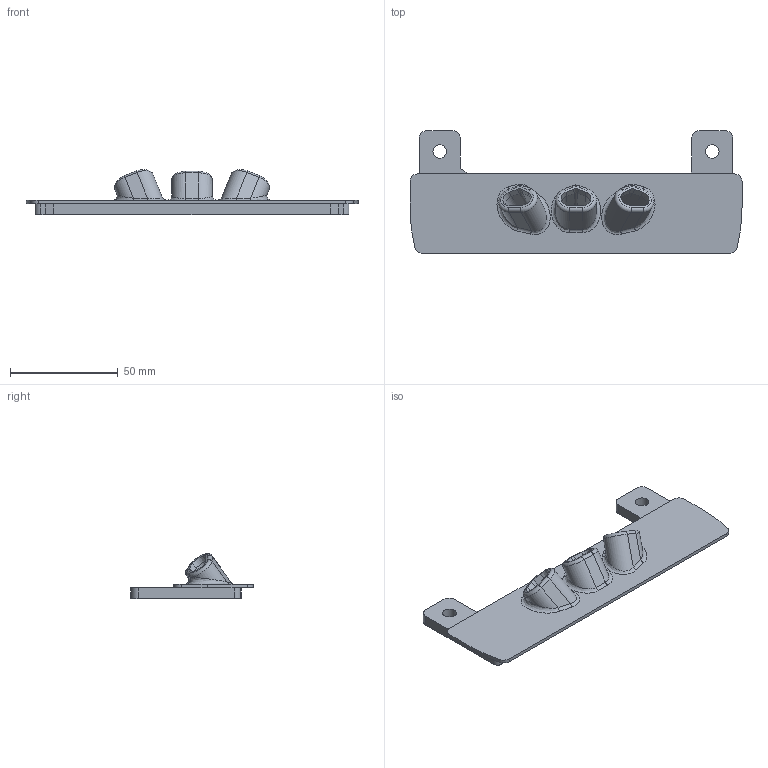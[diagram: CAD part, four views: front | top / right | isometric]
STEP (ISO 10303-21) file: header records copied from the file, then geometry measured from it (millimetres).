
FILE_DESCRIPTION(('Open CASCADE Model'),'2;1');
FILE_NAME('Open CASCADE Shape Model','2024-07-18T15:46:11',('Author'),( 'Open CASCADE'),'Open CASCADE STEP processor 7.7','Open CASCADE 7.7' ,'Unknown');
FILE_SCHEMA(('AUTOMOTIVE_DESIGN { 1 0 10303 214 1 1 1 1 }'));
Length unit declared in the file: millimetre
Products named in the file (1): Open CASCADE STEP translator 7.7 1
Bounding box: 154 x 56.8 x 20.89 mm (x, y, z)
Volume: 38076.4 mm3; surface area: 18867 mm2
Topology: 1 solids, 1 shells, 161 faces, 395 edges, 244 vertices
Faces by surface type: plane 68, cylinder 61, bspline 14, torus 9, cone 9
Full cylindrical faces by diameter (mm): 4.7 x2, 6.3 x2
Entity records: 12765 total; most frequent: CARTESIAN_POINT 4894, DIRECTION 1479, LINE 884, VECTOR 884, ORIENTED_EDGE 790, PCURVE 790, DEFINITIONAL_REPRESENTATION 790, EDGE_CURVE 395
